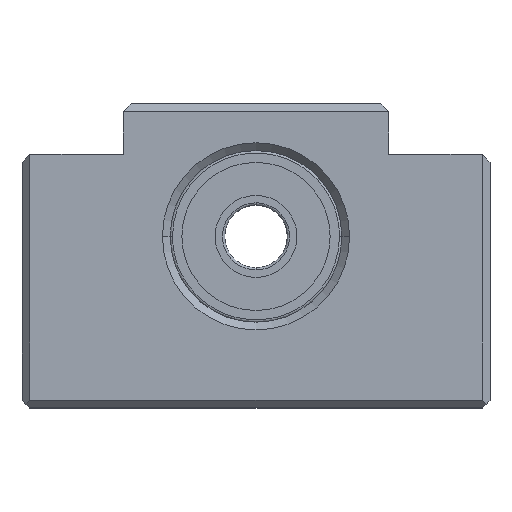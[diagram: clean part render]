
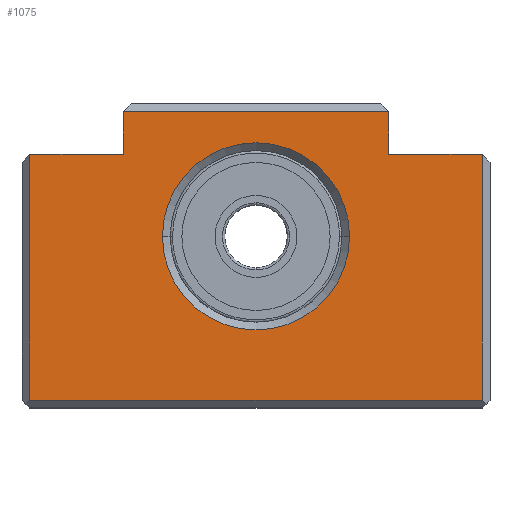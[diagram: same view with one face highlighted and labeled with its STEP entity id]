
A CAD part, top view. The second image highlights one B-rep face of the part: STEP entity #1075.
In plain terms, the highlighted planar face has unit normal (0, 0, 1).
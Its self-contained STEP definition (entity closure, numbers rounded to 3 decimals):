
#44 = EDGE_CURVE ( 'NONE', #1208, #3540, #2598, .T. ) ;
#112 = CARTESIAN_POINT ( 'NONE',  ( -17., 10.5, 0. ) ) ;
#135 = VECTOR ( 'NONE', #1720, 1000. ) ;
#190 = CARTESIAN_POINT ( 'NONE',  ( -17., 16., 0. ) ) ;
#241 = DIRECTION ( 'NONE',  ( 0., 1., 0. ) ) ;
#294 = DIRECTION ( 'NONE',  ( -1., 0., 0. ) ) ;
#303 = DIRECTION ( 'NONE',  ( -1., 0., 0. ) ) ;
#431 = VERTEX_POINT ( 'NONE', #1965 ) ;
#541 = DIRECTION ( 'NONE',  ( -1., 0., 0. ) ) ;
#608 = CARTESIAN_POINT ( 'NONE',  ( 29., 9.5, 0. ) ) ;
#649 = DIRECTION ( 'NONE',  ( 0., 0., -1. ) ) ;
#662 = CARTESIAN_POINT ( 'NONE',  ( 17., 10.5, 0. ) ) ;
#669 = VECTOR ( 'NONE', #1474, 1000. ) ;
#704 = CARTESIAN_POINT ( 'NONE',  ( 29., 10.5, 0. ) ) ;
#796 = ORIENTED_EDGE ( 'NONE', *, *, #2714, .T. ) ;
#823 = ORIENTED_EDGE ( 'NONE', *, *, #3027, .T. ) ;
#853 = CARTESIAN_POINT ( 'NONE',  ( -29., 10.5, 0. ) ) ;
#900 = CARTESIAN_POINT ( 'NONE',  ( -16., 16., 0. ) ) ;
#941 = DIRECTION ( 'NONE',  ( -1., 0., 0. ) ) ;
#949 = CARTESIAN_POINT ( 'NONE',  ( 29., -21., 0. ) ) ;
#969 = VECTOR ( 'NONE', #541, 1000. ) ;
#970 = LINE ( 'NONE', #608, #2835 ) ;
#1006 = ORIENTED_EDGE ( 'NONE', *, *, #1191, .T. ) ;
#1016 = CARTESIAN_POINT ( 'NONE',  ( 0., 0., 0. ) ) ;
#1026 = LINE ( 'NONE', #662, #3320 ) ;
#1075 = ADVANCED_FACE ( 'NONE', ( #2761, #2375 ), #2868, .F. ) ;
#1076 = EDGE_CURVE ( 'NONE', #1276, #431, #1026, .T. ) ;
#1121 = AXIS2_PLACEMENT_3D ( 'NONE', #1676, #1309, #941 ) ;
#1191 = EDGE_CURVE ( 'NONE', #2056, #3458, #2704, .T. ) ;
#1208 = VERTEX_POINT ( 'NONE', #1239 ) ;
#1239 = CARTESIAN_POINT ( 'NONE',  ( 12., 0., 0. ) ) ;
#1267 = ORIENTED_EDGE ( 'NONE', *, *, #1076, .T. ) ;
#1271 = LINE ( 'NONE', #900, #969 ) ;
#1276 = VERTEX_POINT ( 'NONE', #704 ) ;
#1309 = DIRECTION ( 'NONE',  ( 0., 0., -1. ) ) ;
#1354 = EDGE_CURVE ( 'NONE', #2939, #3088, #3044, .T. ) ;
#1363 = ORIENTED_EDGE ( 'NONE', *, *, #2178, .T. ) ;
#1403 = DIRECTION ( 'NONE',  ( -1., 0., 0. ) ) ;
#1474 = DIRECTION ( 'NONE',  ( -1., 0., 0. ) ) ;
#1490 = VECTOR ( 'NONE', #1966, 1000. ) ;
#1676 = CARTESIAN_POINT ( 'NONE',  ( 0., 0., 0. ) ) ;
#1720 = DIRECTION ( 'NONE',  ( 1., 0., 0. ) ) ;
#1748 = DIRECTION ( 'NONE',  ( 0., 1., 0. ) ) ;
#1755 = DIRECTION ( 'NONE',  ( 0., 0., -1. ) ) ;
#1784 = VERTEX_POINT ( 'NONE', #949 ) ;
#1823 = CARTESIAN_POINT ( 'NONE',  ( -29., 10.5, 0. ) ) ;
#1881 = ORIENTED_EDGE ( 'NONE', *, *, #44, .T. ) ;
#1907 = ORIENTED_EDGE ( 'NONE', *, *, #3565, .T. ) ;
#1965 = CARTESIAN_POINT ( 'NONE',  ( 17., 10.5, 0. ) ) ;
#1966 = DIRECTION ( 'NONE',  ( 0., -1., 0. ) ) ;
#1969 = ORIENTED_EDGE ( 'NONE', *, *, #3555, .T. ) ;
#2029 = VECTOR ( 'NONE', #1748, 1000. ) ;
#2056 = VERTEX_POINT ( 'NONE', #190 ) ;
#2084 = CARTESIAN_POINT ( 'NONE',  ( 29., -21., 0. ) ) ;
#2089 = CIRCLE ( 'NONE', #3567, 12. ) ;
#2095 = EDGE_LOOP ( 'NONE', ( #1881, #796 ) ) ;
#2111 = CARTESIAN_POINT ( 'NONE',  ( 17., 16., 0. ) ) ;
#2114 = CARTESIAN_POINT ( 'NONE',  ( 17., 16., 0. ) ) ;
#2118 = CARTESIAN_POINT ( 'NONE',  ( 0., 0., 0. ) ) ;
#2178 = EDGE_CURVE ( 'NONE', #1784, #1276, #970, .T. ) ;
#2203 = LINE ( 'NONE', #1823, #669 ) ;
#2287 = DIRECTION ( 'NONE',  ( 0., -1., 0. ) ) ;
#2331 = CARTESIAN_POINT ( 'NONE',  ( -17., 16., 0. ) ) ;
#2339 = CARTESIAN_POINT ( 'NONE',  ( -12., 0., 0. ) ) ;
#2375 = FACE_OUTER_BOUND ( 'NONE', #2615, .T. ) ;
#2458 = LINE ( 'NONE', #2084, #135 ) ;
#2559 = VECTOR ( 'NONE', #2287, 1000. ) ;
#2598 = CIRCLE ( 'NONE', #1121, 12. ) ;
#2615 = EDGE_LOOP ( 'NONE', ( #3557, #2914, #1969, #1363, #1267, #823, #1907, #1006 ) ) ;
#2654 = CARTESIAN_POINT ( 'NONE',  ( -29., -21., 0. ) ) ;
#2704 = LINE ( 'NONE', #2331, #1490 ) ;
#2714 = EDGE_CURVE ( 'NONE', #3540, #1208, #2089, .T. ) ;
#2757 = VERTEX_POINT ( 'NONE', #2114 ) ;
#2761 = FACE_BOUND ( 'NONE', #2095, .T. ) ;
#2835 = VECTOR ( 'NONE', #241, 1000. ) ;
#2851 = AXIS2_PLACEMENT_3D ( 'NONE', #2118, #1755, #1403 ) ;
#2861 = LINE ( 'NONE', #2111, #2029 ) ;
#2868 = PLANE ( 'NONE',  #2851 ) ;
#2914 = ORIENTED_EDGE ( 'NONE', *, *, #1354, .T. ) ;
#2939 = VERTEX_POINT ( 'NONE', #853 ) ;
#3027 = EDGE_CURVE ( 'NONE', #431, #2757, #2861, .T. ) ;
#3044 = LINE ( 'NONE', #2654, #2559 ) ;
#3060 = CARTESIAN_POINT ( 'NONE',  ( -29., -21., 0. ) ) ;
#3088 = VERTEX_POINT ( 'NONE', #3060 ) ;
#3306 = EDGE_CURVE ( 'NONE', #3458, #2939, #2203, .T. ) ;
#3320 = VECTOR ( 'NONE', #303, 1000. ) ;
#3458 = VERTEX_POINT ( 'NONE', #112 ) ;
#3540 = VERTEX_POINT ( 'NONE', #2339 ) ;
#3555 = EDGE_CURVE ( 'NONE', #3088, #1784, #2458, .T. ) ;
#3557 = ORIENTED_EDGE ( 'NONE', *, *, #3306, .T. ) ;
#3565 = EDGE_CURVE ( 'NONE', #2757, #2056, #1271, .T. ) ;
#3567 = AXIS2_PLACEMENT_3D ( 'NONE', #1016, #649, #294 ) ;
